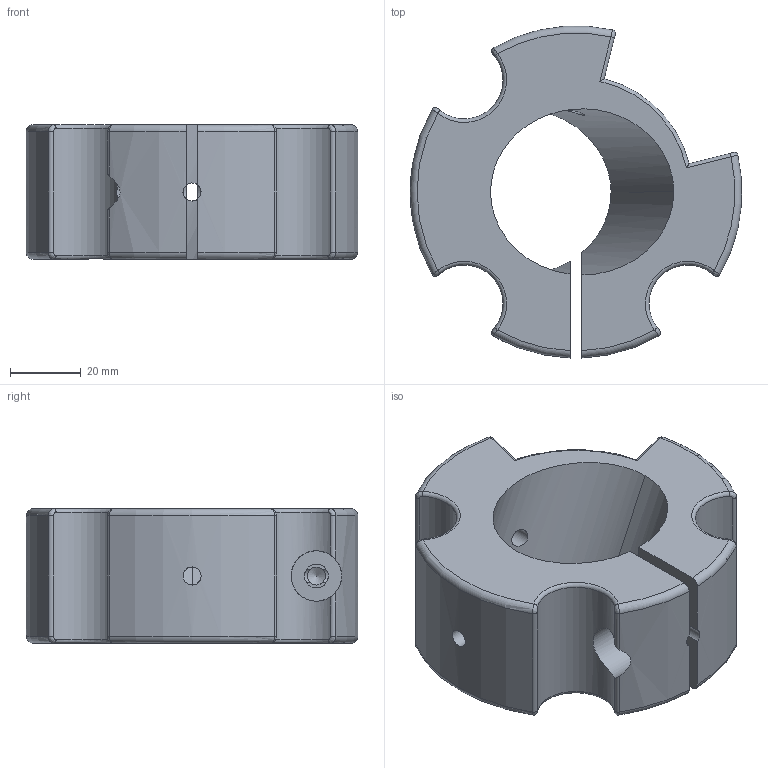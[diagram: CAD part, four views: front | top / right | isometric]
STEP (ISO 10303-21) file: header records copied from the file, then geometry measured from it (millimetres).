
FILE_DESCRIPTION(/* description */ (''),/* implementation_level */ '2;1');
FILE_NAME(/* name */ 'RINKOODO CLAMP MAZU only v4.step',/* time_stamp */ '2024-11-13T08:16:40-04:00',/* author */ (''),/* organization */ (''),/* preprocessor_version */ 'ST-DEVELOPER v20',/* originating_system */ 'Autodesk Translation Framework v13.20.0.188',/* authorisation */ '');
FILE_SCHEMA (('AUTOMOTIVE_DESIGN { 1 0 10303 214 3 1 1 }'));
Length unit declared in the file: millimetre
Products named in the file (1): RINKOODO CLAMP MAZU only
Bounding box: 94 x 93.97 x 38.1 mm (x, y, z)
Volume: 134934.9 mm3; surface area: 29491.2 mm2
Topology: 1 solids, 1 shells, 81 faces, 210 edges, 129 vertices
Faces by surface type: cylinder 34, torus 18, bspline 16, plane 9, cone 4
Full cylindrical faces by diameter (mm): 5.105 x4, 6.756 x1, 14.287 x1
Entity records: 3395 total; most frequent: CARTESIAN_POINT 1468, ORIENTED_EDGE 416, DIRECTION 369, EDGE_CURVE 208, AXIS2_PLACEMENT_3D 158, VERTEX_POINT 129, EDGE_LOOP 87, CIRCLE 82
